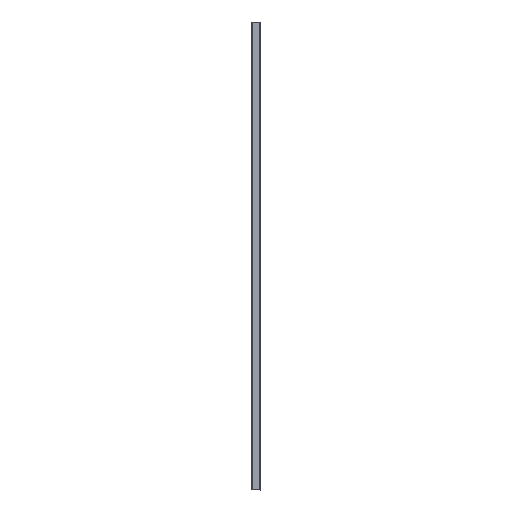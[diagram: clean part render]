
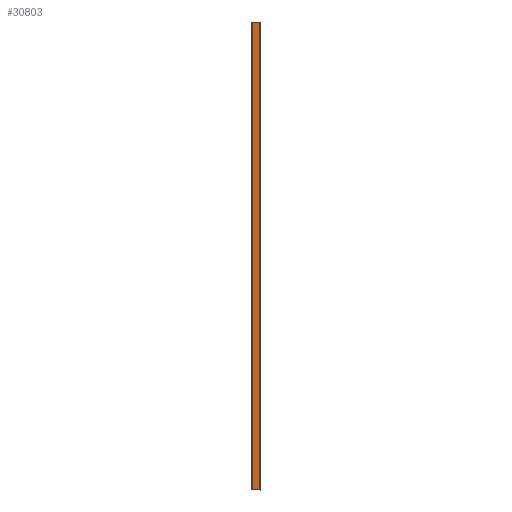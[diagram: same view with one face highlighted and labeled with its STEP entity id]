
A CAD part, left-side view. The second image highlights one B-rep face of the part: STEP entity #30803.
In plain terms, the highlighted planar face has unit normal (-1, 0, 0).
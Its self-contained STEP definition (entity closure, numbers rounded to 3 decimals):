
#710 = ORIENTED_EDGE ( 'NONE', *, *, #29769, .T. ) ;
#1219 = VERTEX_POINT ( 'NONE', #35039 ) ;
#1528 = DIRECTION ( 'NONE',  ( 0., 0., 1. ) ) ;
#1575 = CARTESIAN_POINT ( 'NONE',  ( -20.5, 18.75, 0. ) ) ;
#1664 = EDGE_CURVE ( 'NONE', #6412, #1219, #7026, .T. ) ;
#1873 = PLANE ( 'NONE',  #24303 ) ;
#2274 = DIRECTION ( 'NONE',  ( 0., 1., 0. ) ) ;
#2942 = CARTESIAN_POINT ( 'NONE',  ( -20.5, 2.25, -1100. ) ) ;
#3941 = LINE ( 'NONE', #12494, #14180 ) ;
#6412 = VERTEX_POINT ( 'NONE', #2942 ) ;
#7026 = LINE ( 'NONE', #51451, #52823 ) ;
#9741 = VERTEX_POINT ( 'NONE', #1575 ) ;
#11059 = ORIENTED_EDGE ( 'NONE', *, *, #1664, .F. ) ;
#11188 = DIRECTION ( 'NONE',  ( 1., 0., 0. ) ) ;
#12494 = CARTESIAN_POINT ( 'NONE',  ( -20.5, 2.25, -550. ) ) ;
#12669 = DIRECTION ( 'NONE',  ( 0., 0., 1. ) ) ;
#14180 = VECTOR ( 'NONE', #12669, 1000. ) ;
#16817 = FACE_OUTER_BOUND ( 'NONE', #51605, .T. ) ;
#24303 = AXIS2_PLACEMENT_3D ( 'NONE', #36993, #11188, #27858 ) ;
#25288 = DIRECTION ( 'NONE',  ( 0., 1., 0. ) ) ;
#25903 = LINE ( 'NONE', #27698, #56048 ) ;
#27617 = CARTESIAN_POINT ( 'NONE',  ( -20.5, 2.25, 0. ) ) ;
#27698 = CARTESIAN_POINT ( 'NONE',  ( -20.5, 18.75, -550. ) ) ;
#27858 = DIRECTION ( 'NONE',  ( 0., 0., -1. ) ) ;
#29769 = EDGE_CURVE ( 'NONE', #39178, #9741, #31995, .T. ) ;
#30623 = VECTOR ( 'NONE', #2274, 1000. ) ;
#30803 = ADVANCED_FACE ( 'NONE', ( #16817 ), #1873, .F. ) ;
#31881 = ORIENTED_EDGE ( 'NONE', *, *, #35790, .F. ) ;
#31995 = LINE ( 'NONE', #37191, #30623 ) ;
#32322 = ORIENTED_EDGE ( 'NONE', *, *, #44922, .T. ) ;
#35039 = CARTESIAN_POINT ( 'NONE',  ( -20.5, 18.75, -1100. ) ) ;
#35790 = EDGE_CURVE ( 'NONE', #1219, #9741, #25903, .T. ) ;
#36993 = CARTESIAN_POINT ( 'NONE',  ( -20.5, 0., -550. ) ) ;
#37191 = CARTESIAN_POINT ( 'NONE',  ( -20.5, 0., 0. ) ) ;
#39178 = VERTEX_POINT ( 'NONE', #27617 ) ;
#44922 = EDGE_CURVE ( 'NONE', #6412, #39178, #3941, .T. ) ;
#51451 = CARTESIAN_POINT ( 'NONE',  ( -20.5, 0., -1100. ) ) ;
#51605 = EDGE_LOOP ( 'NONE', ( #710, #31881, #11059, #32322 ) ) ;
#52823 = VECTOR ( 'NONE', #25288, 1000. ) ;
#56048 = VECTOR ( 'NONE', #1528, 1000. ) ;
